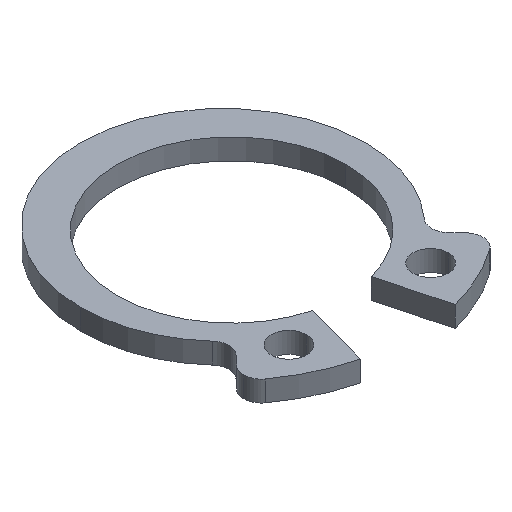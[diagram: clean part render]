
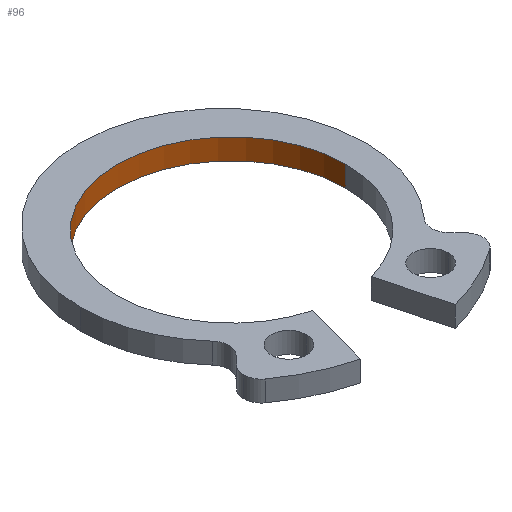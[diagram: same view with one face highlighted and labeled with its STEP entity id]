
A CAD part, isometric view. The second image highlights one B-rep face of the part: STEP entity #96.
In plain terms, the highlighted cylindrical face has radius 5.5 mm (diameter 11 mm), a partial arc.
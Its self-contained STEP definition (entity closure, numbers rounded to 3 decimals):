
#23 = AXIS2_PLACEMENT_3D ( 'NONE', #583, #177, #403 ) ;
#83 = ORIENTED_EDGE ( 'NONE', *, *, #772, .T. ) ;
#96 = ADVANCED_FACE ( 'NONE', ( #554 ), #537, .F. ) ;
#98 = CARTESIAN_POINT ( 'NONE',  ( 5.5, 0., 1. ) ) ;
#109 = CARTESIAN_POINT ( 'NONE',  ( -5.5, 0., 1. ) ) ;
#174 = VERTEX_POINT ( 'NONE', #397 ) ;
#177 = DIRECTION ( 'NONE',  ( 0., 0., -1. ) ) ;
#183 = DIRECTION ( 'NONE',  ( 0., 0., -1. ) ) ;
#209 = VECTOR ( 'NONE', #183, 1000. ) ;
#248 = CARTESIAN_POINT ( 'NONE',  ( 5.5, 0., 0. ) ) ;
#255 = DIRECTION ( 'NONE',  ( 0., 0., -1. ) ) ;
#265 = ORIENTED_EDGE ( 'NONE', *, *, #734, .F. ) ;
#269 = DIRECTION ( 'NONE',  ( 1., 0., 0. ) ) ;
#300 = VECTOR ( 'NONE', #875, 1000. ) ;
#363 = DIRECTION ( 'NONE',  ( 0., 0., -1. ) ) ;
#397 = CARTESIAN_POINT ( 'NONE',  ( -5.5, 0., 0. ) ) ;
#403 = DIRECTION ( 'NONE',  ( 1., 0., 0. ) ) ;
#445 = ORIENTED_EDGE ( 'NONE', *, *, #672, .F. ) ;
#463 = VERTEX_POINT ( 'NONE', #109 ) ;
#489 = CIRCLE ( 'NONE', #825, 5.5 ) ;
#515 = VERTEX_POINT ( 'NONE', #98 ) ;
#525 = CIRCLE ( 'NONE', #23, 5.5 ) ;
#537 = CYLINDRICAL_SURFACE ( 'NONE', #539, 5.5 ) ;
#539 = AXIS2_PLACEMENT_3D ( 'NONE', #824, #363, #691 ) ;
#554 = FACE_OUTER_BOUND ( 'NONE', #741, .T. ) ;
#578 = VERTEX_POINT ( 'NONE', #248 ) ;
#583 = CARTESIAN_POINT ( 'NONE',  ( 0., 0., 1. ) ) ;
#645 = LINE ( 'NONE', #871, #300 ) ;
#663 = CARTESIAN_POINT ( 'NONE',  ( 0., 0., 0. ) ) ;
#672 = EDGE_CURVE ( 'NONE', #463, #515, #525, .T. ) ;
#691 = DIRECTION ( 'NONE',  ( -1., 0., 0. ) ) ;
#734 = EDGE_CURVE ( 'NONE', #515, #578, #783, .T. ) ;
#741 = EDGE_LOOP ( 'NONE', ( #265, #445, #83, #862 ) ) ;
#747 = EDGE_CURVE ( 'NONE', #174, #578, #489, .T. ) ;
#772 = EDGE_CURVE ( 'NONE', #463, #174, #645, .T. ) ;
#783 = LINE ( 'NONE', #865, #209 ) ;
#824 = CARTESIAN_POINT ( 'NONE',  ( 0., 0., 1. ) ) ;
#825 = AXIS2_PLACEMENT_3D ( 'NONE', #663, #255, #269 ) ;
#862 = ORIENTED_EDGE ( 'NONE', *, *, #747, .T. ) ;
#865 = CARTESIAN_POINT ( 'NONE',  ( 5.5, 0., 1. ) ) ;
#871 = CARTESIAN_POINT ( 'NONE',  ( -5.5, 0., 1. ) ) ;
#875 = DIRECTION ( 'NONE',  ( 0., 0., -1. ) ) ;
